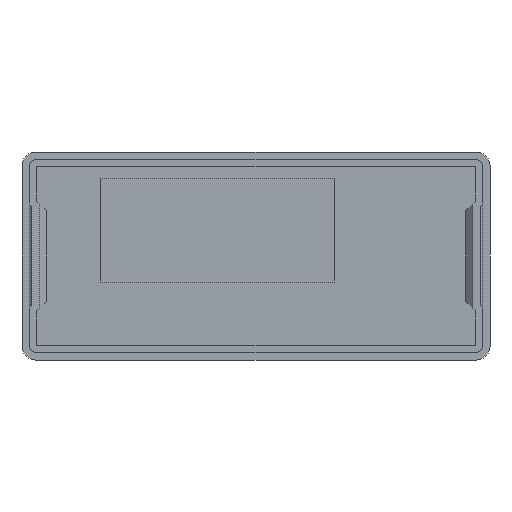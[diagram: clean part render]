
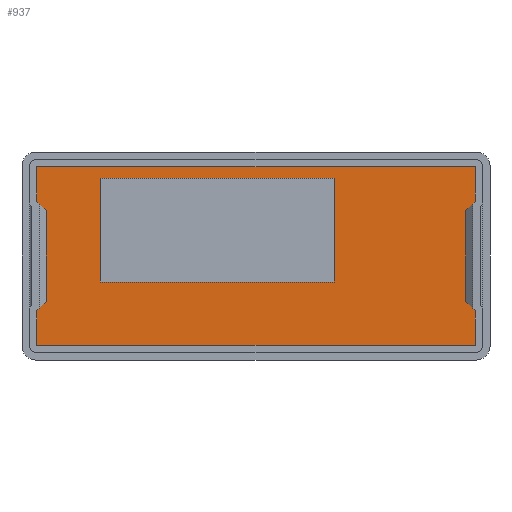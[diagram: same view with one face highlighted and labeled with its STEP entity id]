
A CAD part, front view. The second image highlights one B-rep face of the part: STEP entity #937.
In plain terms, the highlighted planar face has unit normal (0, -1, 0).
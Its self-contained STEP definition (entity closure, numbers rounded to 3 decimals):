
#51=FACE_BOUND('',#115,.T.);
#63=FACE_OUTER_BOUND('',#114,.T.);
#114=EDGE_LOOP('',(#653,#654,#655,#656,#657,#658,#659,#660,#661,#662,#663,
#664));
#115=EDGE_LOOP('',(#665,#666,#667,#668));
#159=LINE('',#1339,#277);
#163=LINE('',#1347,#281);
#166=LINE('',#1353,#284);
#169=LINE('',#1358,#287);
#185=LINE('',#1394,#303);
#186=LINE('',#1396,#304);
#187=LINE('',#1398,#305);
#188=LINE('',#1400,#306);
#189=LINE('',#1402,#307);
#190=LINE('',#1404,#308);
#191=LINE('',#1406,#309);
#192=LINE('',#1408,#310);
#193=LINE('',#1410,#311);
#194=LINE('',#1412,#312);
#195=LINE('',#1414,#313);
#196=LINE('',#1415,#314);
#277=VECTOR('',#1076,10.);
#281=VECTOR('',#1082,10.);
#284=VECTOR('',#1087,10.);
#287=VECTOR('',#1092,10.);
#303=VECTOR('',#1120,10.);
#304=VECTOR('',#1121,10.);
#305=VECTOR('',#1122,10.);
#306=VECTOR('',#1123,10.);
#307=VECTOR('',#1124,10.);
#308=VECTOR('',#1125,10.);
#309=VECTOR('',#1126,10.);
#310=VECTOR('',#1127,10.);
#311=VECTOR('',#1128,10.);
#312=VECTOR('',#1129,10.);
#313=VECTOR('',#1130,10.);
#314=VECTOR('',#1131,10.);
#395=VERTEX_POINT('',#1337);
#396=VERTEX_POINT('',#1338);
#399=VERTEX_POINT('',#1346);
#401=VERTEX_POINT('',#1352);
#415=VERTEX_POINT('',#1392);
#416=VERTEX_POINT('',#1393);
#417=VERTEX_POINT('',#1395);
#418=VERTEX_POINT('',#1397);
#419=VERTEX_POINT('',#1399);
#420=VERTEX_POINT('',#1401);
#421=VERTEX_POINT('',#1403);
#422=VERTEX_POINT('',#1405);
#423=VERTEX_POINT('',#1407);
#424=VERTEX_POINT('',#1409);
#425=VERTEX_POINT('',#1411);
#426=VERTEX_POINT('',#1413);
#483=EDGE_CURVE('',#395,#396,#159,.T.);
#487=EDGE_CURVE('',#396,#399,#163,.T.);
#490=EDGE_CURVE('',#399,#401,#166,.T.);
#493=EDGE_CURVE('',#401,#395,#169,.T.);
#509=EDGE_CURVE('',#415,#416,#185,.T.);
#510=EDGE_CURVE('',#416,#417,#186,.T.);
#511=EDGE_CURVE('',#417,#418,#187,.T.);
#512=EDGE_CURVE('',#418,#419,#188,.T.);
#513=EDGE_CURVE('',#419,#420,#189,.T.);
#514=EDGE_CURVE('',#420,#421,#190,.T.);
#515=EDGE_CURVE('',#421,#422,#191,.T.);
#516=EDGE_CURVE('',#422,#423,#192,.T.);
#517=EDGE_CURVE('',#423,#424,#193,.T.);
#518=EDGE_CURVE('',#424,#425,#194,.T.);
#519=EDGE_CURVE('',#425,#426,#195,.T.);
#520=EDGE_CURVE('',#426,#415,#196,.T.);
#653=ORIENTED_EDGE('',*,*,#509,.T.);
#654=ORIENTED_EDGE('',*,*,#510,.T.);
#655=ORIENTED_EDGE('',*,*,#511,.T.);
#656=ORIENTED_EDGE('',*,*,#512,.T.);
#657=ORIENTED_EDGE('',*,*,#513,.T.);
#658=ORIENTED_EDGE('',*,*,#514,.T.);
#659=ORIENTED_EDGE('',*,*,#515,.T.);
#660=ORIENTED_EDGE('',*,*,#516,.T.);
#661=ORIENTED_EDGE('',*,*,#517,.T.);
#662=ORIENTED_EDGE('',*,*,#518,.T.);
#663=ORIENTED_EDGE('',*,*,#519,.T.);
#664=ORIENTED_EDGE('',*,*,#520,.T.);
#665=ORIENTED_EDGE('',*,*,#483,.T.);
#666=ORIENTED_EDGE('',*,*,#487,.T.);
#667=ORIENTED_EDGE('',*,*,#490,.T.);
#668=ORIENTED_EDGE('',*,*,#493,.T.);
#894=PLANE('',#1005);
#937=ADVANCED_FACE('',(#63,#51),#894,.F.);
#1005=AXIS2_PLACEMENT_3D('',#1391,#1118,#1119);
#1076=DIRECTION('',(0.,0.,-1.));
#1082=DIRECTION('',(-1.,0.,0.));
#1087=DIRECTION('',(0.,0.,1.));
#1092=DIRECTION('',(1.,0.,0.));
#1118=DIRECTION('center_axis',(0.,1.,0.));
#1119=DIRECTION('ref_axis',(-1.,0.,0.));
#1120=DIRECTION('',(0.,0.,1.));
#1121=DIRECTION('',(-0.707,0.,0.707));
#1122=DIRECTION('',(0.,0.,1.));
#1123=DIRECTION('',(0.707,0.,0.707));
#1124=DIRECTION('',(0.,0.,1.));
#1125=DIRECTION('',(-1.,0.,0.));
#1126=DIRECTION('',(0.,0.,-1.));
#1127=DIRECTION('',(0.707,0.,-0.707));
#1128=DIRECTION('',(0.,0.,-1.));
#1129=DIRECTION('',(-0.707,0.,-0.707));
#1130=DIRECTION('',(0.,0.,-1.));
#1131=DIRECTION('',(1.,0.,0.));
#1337=CARTESIAN_POINT('',(90.,65.,-7.5));
#1338=CARTESIAN_POINT('',(90.,65.,-37.5));
#1339=CARTESIAN_POINT('',(90.,65.,-33.75));
#1346=CARTESIAN_POINT('',(22.5,65.,-37.5));
#1347=CARTESIAN_POINT('',(45.,65.,-37.5));
#1352=CARTESIAN_POINT('',(22.5,65.,-7.5));
#1353=CARTESIAN_POINT('',(22.5,65.,-18.75));
#1358=CARTESIAN_POINT('',(78.75,65.,-7.5));
#1391=CARTESIAN_POINT('Origin',(67.5,65.,-30.));
#1392=CARTESIAN_POINT('',(130.8,65.,-55.8));
#1393=CARTESIAN_POINT('',(130.8,65.,-45.828));
#1394=CARTESIAN_POINT('',(130.8,65.,-43.));
#1395=CARTESIAN_POINT('',(129.972,65.,-45.));
#1396=CARTESIAN_POINT('',(111.311,65.,-26.339));
#1397=CARTESIAN_POINT('',(129.972,65.,-15.));
#1398=CARTESIAN_POINT('',(129.972,65.,-22.5));
#1399=CARTESIAN_POINT('',(130.8,65.,-14.172));
#1400=CARTESIAN_POINT('',(111.311,65.,-33.661));
#1401=CARTESIAN_POINT('',(130.8,65.,-4.2));
#1402=CARTESIAN_POINT('',(130.8,65.,-43.));
#1403=CARTESIAN_POINT('',(4.2,65.,-4.2));
#1404=CARTESIAN_POINT('',(99.25,65.,-4.2));
#1405=CARTESIAN_POINT('',(4.2,65.,-14.172));
#1406=CARTESIAN_POINT('',(4.2,65.,-17.));
#1407=CARTESIAN_POINT('',(5.028,65.,-15.));
#1408=CARTESIAN_POINT('',(23.689,65.,-33.661));
#1409=CARTESIAN_POINT('',(5.028,65.,-45.));
#1410=CARTESIAN_POINT('',(5.028,65.,-22.5));
#1411=CARTESIAN_POINT('',(4.2,65.,-45.828));
#1412=CARTESIAN_POINT('',(23.689,65.,-26.339));
#1413=CARTESIAN_POINT('',(4.2,65.,-55.8));
#1414=CARTESIAN_POINT('',(4.2,65.,-17.));
#1415=CARTESIAN_POINT('',(35.75,65.,-55.8));
